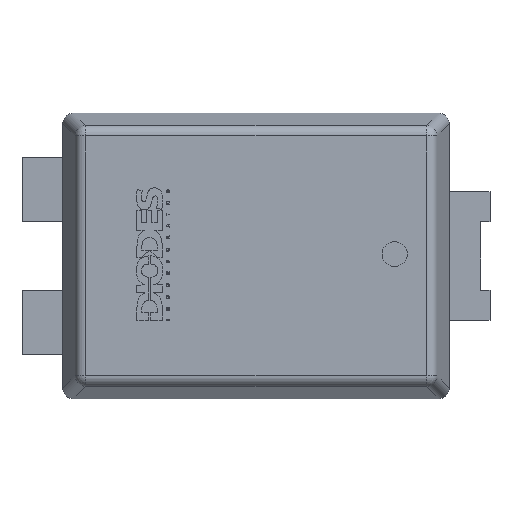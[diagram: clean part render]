
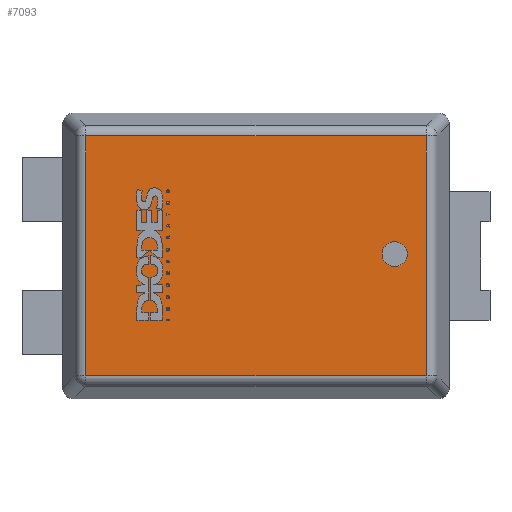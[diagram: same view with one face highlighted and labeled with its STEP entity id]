
A CAD part, top view. The second image highlights one B-rep face of the part: STEP entity #7093.
In plain terms, the highlighted planar face has unit normal (0, 0, 1).
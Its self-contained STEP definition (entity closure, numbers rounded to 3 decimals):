
#634=PLANE('',#7562);
#855=LINE('',#9090,#1537);
#859=LINE('',#9113,#1541);
#863=LINE('',#9122,#1545);
#865=LINE('',#9125,#1547);
#1537=VECTOR('',#7852,4.738);
#1541=VECTOR('',#7878,4.738);
#1545=VECTOR('',#7888,3.334);
#1547=VECTOR('',#7892,3.334);
#2258=FACE_OUTER_BOUND('',#2669,.T.);
#2669=EDGE_LOOP('',(#5014,#5015,#5016,#5017));
#3109=VERTEX_POINT('',#9064);
#3114=VERTEX_POINT('',#9077);
#3119=VERTEX_POINT('',#9093);
#3123=VERTEX_POINT('',#9105);
#3839=EDGE_CURVE('',#3109,#3114,#855,.T.);
#3850=EDGE_CURVE('',#3123,#3119,#859,.T.);
#3855=EDGE_CURVE('',#3114,#3123,#863,.T.);
#3857=EDGE_CURVE('',#3119,#3109,#865,.T.);
#5014=ORIENTED_EDGE('',*,*,#3850,.F.);
#5015=ORIENTED_EDGE('',*,*,#3855,.F.);
#5016=ORIENTED_EDGE('',*,*,#3839,.F.);
#5017=ORIENTED_EDGE('',*,*,#3857,.F.);
#7093=ADVANCED_FACE('',(#2258),#634,.T.);
#7562=AXIS2_PLACEMENT_3D('',#9169,#7947,#7948);
#7852=DIRECTION('',(-1.,0.,0.));
#7878=DIRECTION('',(1.,0.,0.));
#7888=DIRECTION('',(0.,1.,0.));
#7892=DIRECTION('',(0.,-1.,0.));
#7947=DIRECTION('center_axis',(0.,0.,1.));
#7948=DIRECTION('ref_axis',(1.,0.,0.));
#9064=CARTESIAN_POINT('',(2.369,-1.667,1.1));
#9077=CARTESIAN_POINT('',(-2.369,-1.667,1.1));
#9090=CARTESIAN_POINT('',(-0.671,-1.667,1.1));
#9093=CARTESIAN_POINT('',(2.369,1.667,1.1));
#9105=CARTESIAN_POINT('',(-2.369,1.667,1.1));
#9113=CARTESIAN_POINT('',(0.671,1.667,1.1));
#9122=CARTESIAN_POINT('',(-2.369,0.496,1.1));
#9125=CARTESIAN_POINT('',(2.369,-0.496,1.1));
#9169=CARTESIAN_POINT('Origin',(0.,0.,1.1));
